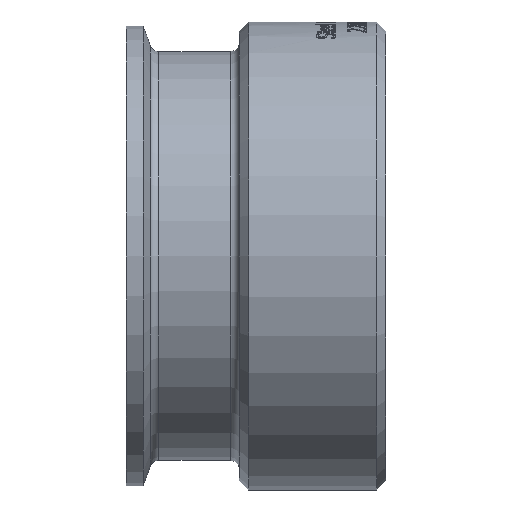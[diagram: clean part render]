
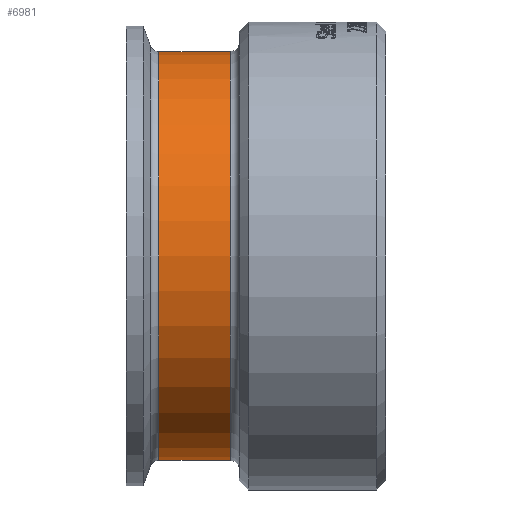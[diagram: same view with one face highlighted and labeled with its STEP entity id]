
A CAD part, front view. The second image highlights one B-rep face of the part: STEP entity #6981.
In plain terms, the highlighted cylindrical face has radius 34.392 mm (diameter 68.783 mm), a full revolution.
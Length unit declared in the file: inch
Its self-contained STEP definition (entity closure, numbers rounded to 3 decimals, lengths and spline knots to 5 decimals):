
#116=FACE_BOUND('',#1286,.T.);
#844=FACE_OUTER_BOUND('',#1285,.T.);
#1285=EDGE_LOOP('',(#6523));
#1286=EDGE_LOOP('',(#6524));
#1826=CIRCLE('',#7390,1.354);
#1827=CIRCLE('',#7392,1.354);
#3440=VERTEX_POINT('',#15426);
#3441=VERTEX_POINT('',#15429);
#4470=EDGE_CURVE('',#3440,#3440,#1826,.T.);
#4471=EDGE_CURVE('',#3441,#3441,#1827,.T.);
#6523=ORIENTED_EDGE('',*,*,#4471,.F.);
#6524=ORIENTED_EDGE('',*,*,#4470,.F.);
#6568=CYLINDRICAL_SURFACE('',#7391,1.354);
#6981=ADVANCED_FACE('',(#844,#116),#6568,.T.);
#7390=AXIS2_PLACEMENT_3D('',#15427,#8662,#8663);
#7391=AXIS2_PLACEMENT_3D('',#15428,#8664,#8665);
#7392=AXIS2_PLACEMENT_3D('',#15430,#8666,#8667);
#8662=DIRECTION('center_axis',(-1.,0.,0.));
#8663=DIRECTION('ref_axis',(0.,-1.,0.));
#8664=DIRECTION('center_axis',(1.,0.,0.));
#8665=DIRECTION('ref_axis',(0.,1.,0.));
#8666=DIRECTION('center_axis',(1.,0.,0.));
#8667=DIRECTION('ref_axis',(0.,-1.,0.));
#15426=CARTESIAN_POINT('',(0.21571,1.354,0.));
#15427=CARTESIAN_POINT('Origin',(0.21571,0.,
0.));
#15428=CARTESIAN_POINT('Origin',(0.46185,0.,
0.));
#15429=CARTESIAN_POINT('',(0.69,1.354,0.));
#15430=CARTESIAN_POINT('Origin',(0.69,0.,0.));
